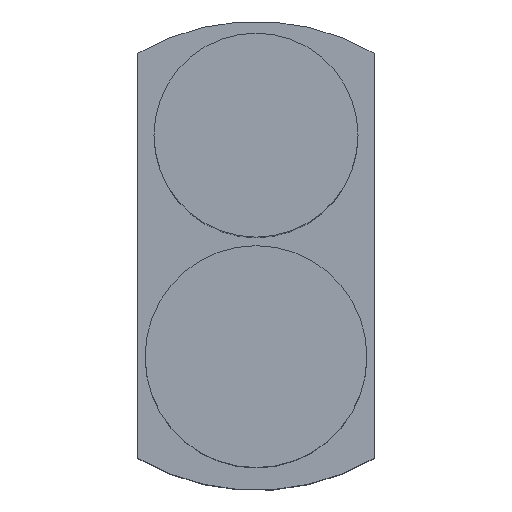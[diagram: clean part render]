
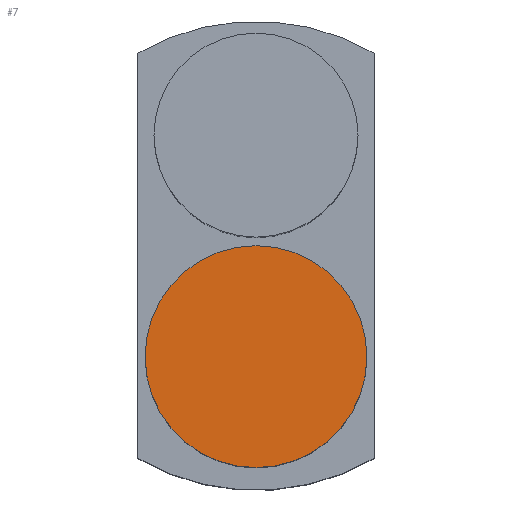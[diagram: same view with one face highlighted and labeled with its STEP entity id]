
A CAD part, top view. The second image highlights one B-rep face of the part: STEP entity #7.
In plain terms, the highlighted planar face has unit normal (0, 0, 1).
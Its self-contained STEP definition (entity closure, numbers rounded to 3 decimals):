
#7 = ADVANCED_FACE ( 'NONE', ( #185 ), #312, .T. ) ;
#44 = CIRCLE ( 'NONE', #81, 31. ) ;
#81 = AXIS2_PLACEMENT_3D ( 'NONE', #796, #795, #794 ) ;
#98 = AXIS2_PLACEMENT_3D ( 'NONE', #635, #628, #668 ) ;
#185 = FACE_OUTER_BOUND ( 'NONE', #529, .T. ) ;
#192 = VERTEX_POINT ( 'NONE', #316 ) ;
#208 = VERTEX_POINT ( 'NONE', #821 ) ;
#234 = CARTESIAN_POINT ( 'NONE',  ( 0., -28.5, 255. ) ) ;
#273 = DIRECTION ( 'NONE',  ( 0., 0., 1. ) ) ;
#305 = DIRECTION ( 'NONE',  ( 1., 0., 0. ) ) ;
#312 = PLANE ( 'NONE',  #767 ) ;
#316 = CARTESIAN_POINT ( 'NONE',  ( -31., -28.5, 255. ) ) ;
#407 = CIRCLE ( 'NONE', #98, 31. ) ;
#515 = ORIENTED_EDGE ( 'NONE', *, *, #747, .T. ) ;
#529 = EDGE_LOOP ( 'NONE', ( #566, #515 ) ) ;
#566 = ORIENTED_EDGE ( 'NONE', *, *, #722, .T. ) ;
#628 = DIRECTION ( 'NONE',  ( 0., 0., 1. ) ) ;
#635 = CARTESIAN_POINT ( 'NONE',  ( 0., -28.5, 255. ) ) ;
#668 = DIRECTION ( 'NONE',  ( 1., 0., 0. ) ) ;
#722 = EDGE_CURVE ( 'NONE', #192, #208, #44, .T. ) ;
#747 = EDGE_CURVE ( 'NONE', #208, #192, #407, .T. ) ;
#767 = AXIS2_PLACEMENT_3D ( 'NONE', #234, #273, #305 ) ;
#794 = DIRECTION ( 'NONE',  ( 1., 0., 0. ) ) ;
#795 = DIRECTION ( 'NONE',  ( 0., 0., 1. ) ) ;
#796 = CARTESIAN_POINT ( 'NONE',  ( 0., -28.5, 255. ) ) ;
#821 = CARTESIAN_POINT ( 'NONE',  ( 31., -28.5, 255. ) ) ;
